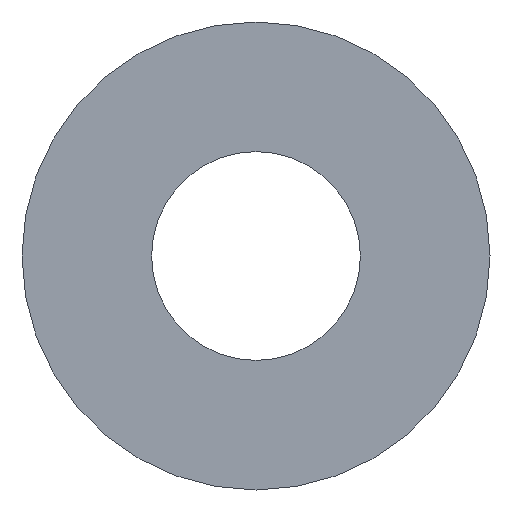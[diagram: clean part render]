
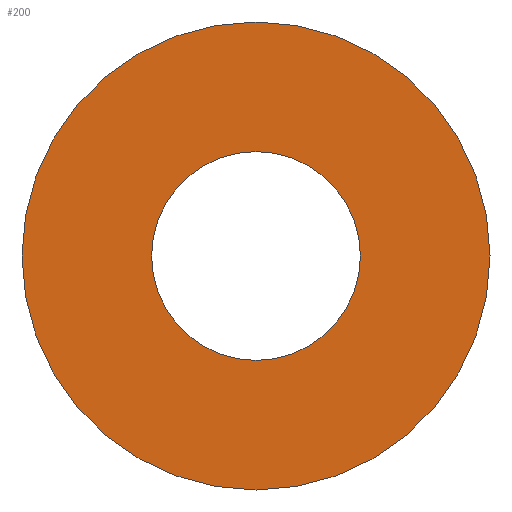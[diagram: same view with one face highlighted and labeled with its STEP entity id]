
A CAD part, front view. The second image highlights one B-rep face of the part: STEP entity #200.
In plain terms, the highlighted planar face has unit normal (0, -1, 0).
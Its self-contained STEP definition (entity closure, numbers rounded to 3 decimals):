
#2 = DIRECTION ( 'NONE',  ( 0., 0., 1. ) ) ;
#12 = EDGE_LOOP ( 'NONE', ( #84, #169 ) ) ;
#18 = EDGE_CURVE ( 'NONE', #88, #205, #125, .T. ) ;
#24 = FACE_OUTER_BOUND ( 'NONE', #12, .T. ) ;
#29 = AXIS2_PLACEMENT_3D ( 'NONE', #193, #189, #237 ) ;
#34 = CARTESIAN_POINT ( 'NONE',  ( 0., 0., 0. ) ) ;
#39 = CARTESIAN_POINT ( 'NONE',  ( 0., 0., -24.15 ) ) ;
#42 = EDGE_CURVE ( 'NONE', #108, #210, #217, .T. ) ;
#43 = CARTESIAN_POINT ( 'NONE',  ( 0., 0., 0. ) ) ;
#46 = CIRCLE ( 'NONE', #161, 54.15 ) ;
#54 = DIRECTION ( 'NONE',  ( 0., 0., 1. ) ) ;
#59 = DIRECTION ( 'NONE',  ( 0., 1., 0. ) ) ;
#75 = CARTESIAN_POINT ( 'NONE',  ( 0., 0., 54.15 ) ) ;
#81 = EDGE_LOOP ( 'NONE', ( #90, #131 ) ) ;
#84 = ORIENTED_EDGE ( 'NONE', *, *, #18, .F. ) ;
#87 = AXIS2_PLACEMENT_3D ( 'NONE', #43, #59, #230 ) ;
#88 = VERTEX_POINT ( 'NONE', #175 ) ;
#90 = ORIENTED_EDGE ( 'NONE', *, *, #207, .T. ) ;
#93 = AXIS2_PLACEMENT_3D ( 'NONE', #34, #192, #54 ) ;
#108 = VERTEX_POINT ( 'NONE', #111 ) ;
#111 = CARTESIAN_POINT ( 'NONE',  ( 0., 0., 24.15 ) ) ;
#119 = FACE_BOUND ( 'NONE', #81, .T. ) ;
#122 = CARTESIAN_POINT ( 'NONE',  ( 0., 0., 0. ) ) ;
#125 = CIRCLE ( 'NONE', #29, 54.15 ) ;
#131 = ORIENTED_EDGE ( 'NONE', *, *, #42, .T. ) ;
#149 = CARTESIAN_POINT ( 'NONE',  ( 0., 0., 0. ) ) ;
#161 = AXIS2_PLACEMENT_3D ( 'NONE', #149, #170, #220 ) ;
#163 = EDGE_CURVE ( 'NONE', #205, #88, #46, .T. ) ;
#169 = ORIENTED_EDGE ( 'NONE', *, *, #163, .F. ) ;
#170 = DIRECTION ( 'NONE',  ( 0., 1., 0. ) ) ;
#174 = AXIS2_PLACEMENT_3D ( 'NONE', #122, #180, #2 ) ;
#175 = CARTESIAN_POINT ( 'NONE',  ( 0., 0., -54.15 ) ) ;
#180 = DIRECTION ( 'NONE',  ( 0., 1., 0. ) ) ;
#189 = DIRECTION ( 'NONE',  ( 0., 1., 0. ) ) ;
#192 = DIRECTION ( 'NONE',  ( 0., 1., 0. ) ) ;
#193 = CARTESIAN_POINT ( 'NONE',  ( 0., 0., 0. ) ) ;
#200 = ADVANCED_FACE ( 'NONE', ( #24, #119 ), #216, .F. ) ;
#205 = VERTEX_POINT ( 'NONE', #75 ) ;
#207 = EDGE_CURVE ( 'NONE', #210, #108, #233, .T. ) ;
#210 = VERTEX_POINT ( 'NONE', #39 ) ;
#216 = PLANE ( 'NONE',  #87 ) ;
#217 = CIRCLE ( 'NONE', #93, 24.15 ) ;
#220 = DIRECTION ( 'NONE',  ( 0., 0., 1. ) ) ;
#230 = DIRECTION ( 'NONE',  ( 0., 0., 1. ) ) ;
#233 = CIRCLE ( 'NONE', #174, 24.15 ) ;
#237 = DIRECTION ( 'NONE',  ( 0., 0., 1. ) ) ;
